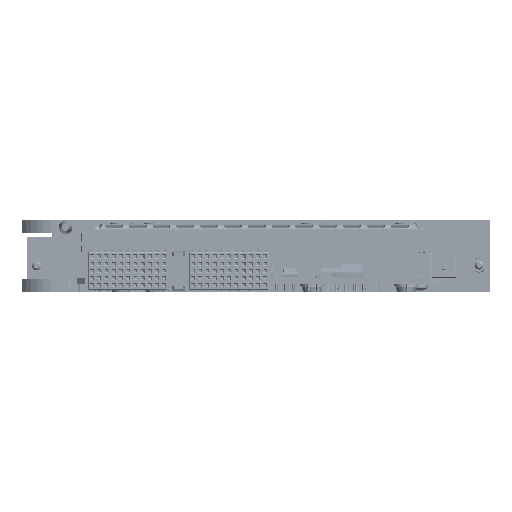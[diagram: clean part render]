
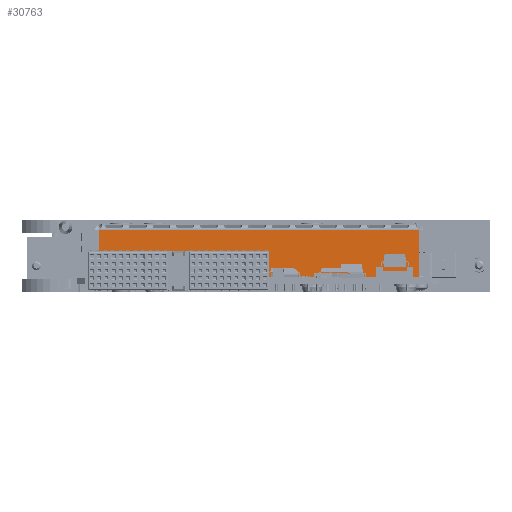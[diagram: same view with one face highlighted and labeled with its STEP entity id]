
A CAD part, left-side view. The second image highlights one B-rep face of the part: STEP entity #30763.
In plain terms, the highlighted planar face has unit normal (-1, 0, 0).
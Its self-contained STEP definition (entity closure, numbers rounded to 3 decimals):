
#13895 = VERTEX_POINT ( 'NONE', #153056 ) ;
#13933 = VERTEX_POINT ( 'NONE', #153093 ) ;
#14202 = VERTEX_POINT ( 'NONE', #153400 ) ;
#14223 = VERTEX_POINT ( 'NONE', #153421 ) ;
#14261 = VERTEX_POINT ( 'NONE', #153470 ) ;
#14269 = VERTEX_POINT ( 'NONE', #153480 ) ;
#14285 = VERTEX_POINT ( 'NONE', #153499 ) ;
#14291 = VERTEX_POINT ( 'NONE', #153514 ) ;
#30763 = ADVANCED_FACE ( 'NONE', ( #64665 ), #69458, .F. ) ;
#54078 = LINE ( 'NONE', #99093, #54082 ) ;
#54082 = VECTOR ( 'NONE', #99120, 1000. ) ;
#54482 = LINE ( 'NONE', #135441, #54487 ) ;
#54487 = VECTOR ( 'NONE', #135442, 1000. ) ;
#54511 = LINE ( 'NONE', #135529, #54516 ) ;
#54516 = VECTOR ( 'NONE', #135530, 1000. ) ;
#54560 = LINE ( 'NONE', #135644, #54563 ) ;
#54563 = VECTOR ( 'NONE', #135648, 1000. ) ;
#54564 = CIRCLE ( 'NONE', #65248, 0.5 ) ;
#54566 = LINE ( 'NONE', #135646, #54568 ) ;
#54567 = CIRCLE ( 'NONE', #65251, 0.5 ) ;
#54568 = VECTOR ( 'NONE', #135633, 1000. ) ;
#54569 = LINE ( 'NONE', #135654, #54571 ) ;
#54571 = VECTOR ( 'NONE', #135656, 1000. ) ;
#64665 = FACE_OUTER_BOUND ( 'NONE', #234210, .T. ) ;
#65248 = AXIS2_PLACEMENT_3D ( 'NONE', #135658, #135660, #135662 ) ;
#65251 = AXIS2_PLACEMENT_3D ( 'NONE', #135670, #135672, #135674 ) ;
#69458 = PLANE ( 'NONE',  #70990 ) ;
#69479 = CARTESIAN_POINT ( 'NONE',  ( 6.835, -0.28, 56.819 ) ) ;
#69482 = DIRECTION ( 'NONE',  ( 1., 0., 0. ) ) ;
#69485 = DIRECTION ( 'NONE',  ( 0., 0., -1. ) ) ;
#70990 = AXIS2_PLACEMENT_3D ( 'NONE', #69479, #69482, #69485 ) ;
#85600 = EDGE_CURVE ( 'NONE', #13895, #13933, #54078, .T. ) ;
#86639 = EDGE_CURVE ( 'NONE', #14202, #14269, #54482, .T. ) ;
#86717 = EDGE_CURVE ( 'NONE', #14223, #14202, #54511, .T. ) ;
#86810 = EDGE_CURVE ( 'NONE', #14223, #14285, #54560, .T. ) ;
#86815 = EDGE_CURVE ( 'NONE', #14285, #14291, #54564, .T. ) ;
#86817 = EDGE_CURVE ( 'NONE', #14261, #14291, #54566, .T. ) ;
#86820 = EDGE_CURVE ( 'NONE', #14261, #13933, #54567, .T. ) ;
#86822 = EDGE_CURVE ( 'NONE', #14269, #13895, #54569, .T. ) ;
#99093 = CARTESIAN_POINT ( 'NONE',  ( 6.835, 0.79, 69.882 ) ) ;
#99120 = DIRECTION ( 'NONE',  ( 0., 0., -1. ) ) ;
#103623 = ORIENTED_EDGE ( 'NONE', *, *, #86717, .F. ) ;
#104229 = ORIENTED_EDGE ( 'NONE', *, *, #86639, .F. ) ;
#104661 = ORIENTED_EDGE ( 'NONE', *, *, #86815, .T. ) ;
#105373 = ORIENTED_EDGE ( 'NONE', *, *, #85600, .F. ) ;
#105401 = ORIENTED_EDGE ( 'NONE', *, *, #86810, .T. ) ;
#105897 = ORIENTED_EDGE ( 'NONE', *, *, #86817, .F. ) ;
#106047 = ORIENTED_EDGE ( 'NONE', *, *, #86820, .T. ) ;
#106204 = ORIENTED_EDGE ( 'NONE', *, *, #86822, .F. ) ;
#135441 = CARTESIAN_POINT ( 'NONE',  ( 6.835, -0.28, 69.882 ) ) ;
#135442 = DIRECTION ( 'NONE',  ( 0., -1., 0. ) ) ;
#135529 = CARTESIAN_POINT ( 'NONE',  ( 6.835, 51.147, 108.246 ) ) ;
#135530 = DIRECTION ( 'NONE',  ( 0., -0.707, 0.707 ) ) ;
#135633 = DIRECTION ( 'NONE',  ( 0., 1., 0. ) ) ;
#135644 = CARTESIAN_POINT ( 'NONE',  ( 6.835, 89.649, 69.882 ) ) ;
#135646 = CARTESIAN_POINT ( 'NONE',  ( 6.835, -0.28, 56.819 ) ) ;
#135648 = DIRECTION ( 'NONE',  ( 0., 0., -1. ) ) ;
#135654 = CARTESIAN_POINT ( 'NONE',  ( 6.835, -6.208, 62.746 ) ) ;
#135656 = DIRECTION ( 'NONE',  ( 0., -0.707, -0.707 ) ) ;
#135658 = CARTESIAN_POINT ( 'NONE',  ( 6.835, 89.149, 57.319 ) ) ;
#135660 = DIRECTION ( 'NONE',  ( -1., 0., 0. ) ) ;
#135662 = DIRECTION ( 'NONE',  ( 0., 0., -1. ) ) ;
#135670 = CARTESIAN_POINT ( 'NONE',  ( 6.835, 1.29, 57.319 ) ) ;
#135672 = DIRECTION ( 'NONE',  ( -1., 0., 0. ) ) ;
#135674 = DIRECTION ( 'NONE',  ( 0., 0., -1. ) ) ;
#153056 = CARTESIAN_POINT ( 'NONE',  ( 6.835, 0.79, 69.744 ) ) ;
#153093 = CARTESIAN_POINT ( 'NONE',  ( 6.835, 0.79, 57.319 ) ) ;
#153400 = CARTESIAN_POINT ( 'NONE',  ( 6.835, 89.511, 69.882 ) ) ;
#153421 = CARTESIAN_POINT ( 'NONE',  ( 6.835, 89.649, 69.744 ) ) ;
#153470 = CARTESIAN_POINT ( 'NONE',  ( 6.835, 1.29, 56.819 ) ) ;
#153480 = CARTESIAN_POINT ( 'NONE',  ( 6.835, 0.928, 69.882 ) ) ;
#153499 = CARTESIAN_POINT ( 'NONE',  ( 6.835, 89.649, 57.319 ) ) ;
#153514 = CARTESIAN_POINT ( 'NONE',  ( 6.835, 89.149, 56.819 ) ) ;
#234210 = EDGE_LOOP ( 'NONE', ( #105401, #104661, #105897, #106047, #105373, #106204, #104229, #103623 ) ) ;
